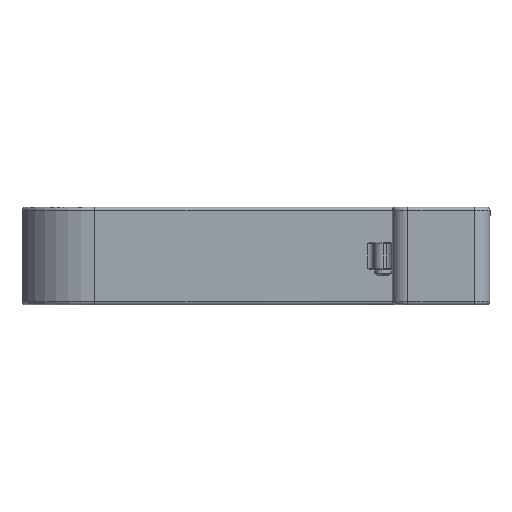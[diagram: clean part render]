
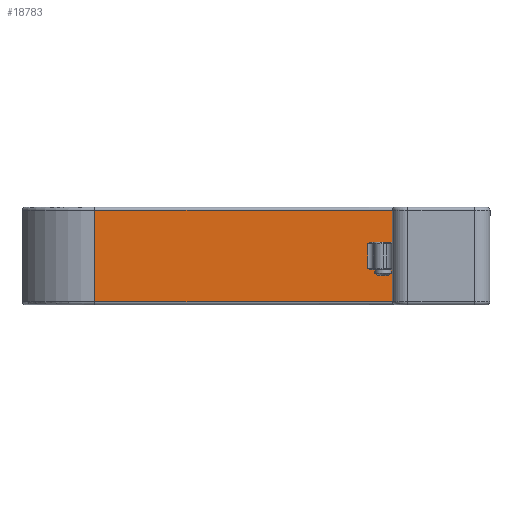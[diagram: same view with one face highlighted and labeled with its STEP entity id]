
A CAD part, left-side view. The second image highlights one B-rep face of the part: STEP entity #18783.
In plain terms, the highlighted planar face has unit normal (-1, 0, 0).
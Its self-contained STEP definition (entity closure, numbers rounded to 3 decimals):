
#2838=CARTESIAN_POINT('',(-25.,38.,4.5));
#2839=VERTEX_POINT('',#2838);
#2840=CARTESIAN_POINT('',(-25.,39.5,4.));
#2841=VERTEX_POINT('',#2840);
#2842=CARTESIAN_POINT('',(-25.,39.5,4.));
#2843=CARTESIAN_POINT('',(-25.,39.048,4.226));
#2844=CARTESIAN_POINT('',(-25.,38.506,4.5));
#2845=CARTESIAN_POINT('',(-25.,38.,4.5));
#2846=B_SPLINE_CURVE_WITH_KNOTS('',3,(#2842,#2843,#2844,#2845),.UNSPECIFIED.,.F.,.U.,(4,4),(0.0,0.152),.UNSPECIFIED.);
#2847=EDGE_CURVE('',#2839,#2841,#2846,.F.);
#2877=CARTESIAN_POINT('',(-25.,31.5,4.5));
#2878=VERTEX_POINT('',#2877);
#2885=CARTESIAN_POINT('',(-25.,38.,4.5));
#2886=DIRECTION('',(0.0,-1.0,0.0));
#2887=VECTOR('',#2886,6.5);
#2888=LINE('',#2885,#2887);
#2889=EDGE_CURVE('',#2839,#2878,#2888,.T.);
#9914=CARTESIAN_POINT('',(-25.,31.5,14.75));
#9915=VERTEX_POINT('',#9914);
#10168=CARTESIAN_POINT('',(-25.,127.5,14.75));
#10169=VERTEX_POINT('',#10168);
#10195=CARTESIAN_POINT('',(-25.,127.5,14.75));
#10196=DIRECTION('',(0.0,-1.0,0.0));
#10197=VECTOR('',#10196,96.);
#10198=LINE('',#10195,#10197);
#10199=EDGE_CURVE('',#10169,#9915,#10198,.T.);
#11198=CARTESIAN_POINT('',(-25.,39.5,-4.));
#11199=VERTEX_POINT('',#11198);
#11207=CARTESIAN_POINT('',(-25.,38.0,-4.5));
#11208=VERTEX_POINT('',#11207);
#11209=CARTESIAN_POINT('',(-25.,38.0,-4.5));
#11210=CARTESIAN_POINT('',(-25.,38.506,-4.5));
#11211=CARTESIAN_POINT('',(-25.,39.048,-4.226));
#11212=CARTESIAN_POINT('',(-25.,39.5,-4.));
#11213=B_SPLINE_CURVE_WITH_KNOTS('',3,(#11209,#11210,#11211,#11212),.UNSPECIFIED.,.F.,.U.,(4,4),(0.338,0.489),.UNSPECIFIED.);
#11214=EDGE_CURVE('',#11199,#11208,#11213,.F.);
#11358=CARTESIAN_POINT('',(-25.,31.5,-4.5));
#11359=VERTEX_POINT('',#11358);
#11360=CARTESIAN_POINT('',(-25.,31.5,-4.5));
#11361=DIRECTION('',(0.0,1.0,0.0));
#11362=VECTOR('',#11361,6.5);
#11363=LINE('',#11360,#11362);
#11364=EDGE_CURVE('',#11359,#11208,#11363,.T.);
#18195=CARTESIAN_POINT('',(-25.,127.5,-14.75));
#18196=VERTEX_POINT('',#18195);
#18205=CARTESIAN_POINT('',(-25.,31.5,-14.75));
#18206=VERTEX_POINT('',#18205);
#18214=CARTESIAN_POINT('',(-25.,31.5,-14.75));
#18215=DIRECTION('',(0.0,1.0,0.0));
#18216=VECTOR('',#18215,96.);
#18217=LINE('',#18214,#18216);
#18218=EDGE_CURVE('',#18206,#18196,#18217,.T.);
#18740=CARTESIAN_POINT('',(-25.,127.5,-14.75));
#18741=DIRECTION('',(0.0,0.0,1.0));
#18742=VECTOR('',#18741,29.5);
#18743=LINE('',#18740,#18742);
#18744=EDGE_CURVE('',#18196,#10169,#18743,.T.);
#18751=CARTESIAN_POINT('',(-25.,31.5,-15.75));
#18752=DIRECTION('',(-1.0,0.0,0.0));
#18753=DIRECTION('',(0.0,0.0,1.0));
#18754=AXIS2_PLACEMENT_3D('',#18751,#18752,#18753);
#18755=PLANE('',#18754);
#18756=ORIENTED_EDGE('',*,*,#18218,.F.);
#18757=CARTESIAN_POINT('',(-25.,31.5,-14.75));
#18758=DIRECTION('',(0.0,0.0,1.0));
#18759=VECTOR('',#18758,10.25);
#18760=LINE('',#18757,#18759);
#18761=EDGE_CURVE('',#18206,#11359,#18760,.T.);
#18762=ORIENTED_EDGE('',*,*,#18761,.T.);
#18763=ORIENTED_EDGE('',*,*,#11364,.T.);
#18764=ORIENTED_EDGE('',*,*,#11214,.F.);
#18765=CARTESIAN_POINT('',(-25.,39.5,4.));
#18766=DIRECTION('',(0.0,0.0,-1.0));
#18767=VECTOR('',#18766,8.);
#18768=LINE('',#18765,#18767);
#18769=EDGE_CURVE('',#2841,#11199,#18768,.T.);
#18770=ORIENTED_EDGE('',*,*,#18769,.F.);
#18771=ORIENTED_EDGE('',*,*,#2847,.F.);
#18772=ORIENTED_EDGE('',*,*,#2889,.T.);
#18773=CARTESIAN_POINT('',(-25.,31.5,14.75));
#18774=DIRECTION('',(0.0,0.0,-1.0));
#18775=VECTOR('',#18774,10.25);
#18776=LINE('',#18773,#18775);
#18777=EDGE_CURVE('',#9915,#2878,#18776,.T.);
#18778=ORIENTED_EDGE('',*,*,#18777,.F.);
#18779=ORIENTED_EDGE('',*,*,#10199,.F.);
#18780=ORIENTED_EDGE('',*,*,#18744,.F.);
#18781=EDGE_LOOP('',(#18756,#18762,#18763,#18764,#18770,#18771,#18772,#18778,#18779,#18780));
#18782=FACE_OUTER_BOUND('',#18781,.T.);
#18783=ADVANCED_FACE('',(#18782),#18755,.T.);
